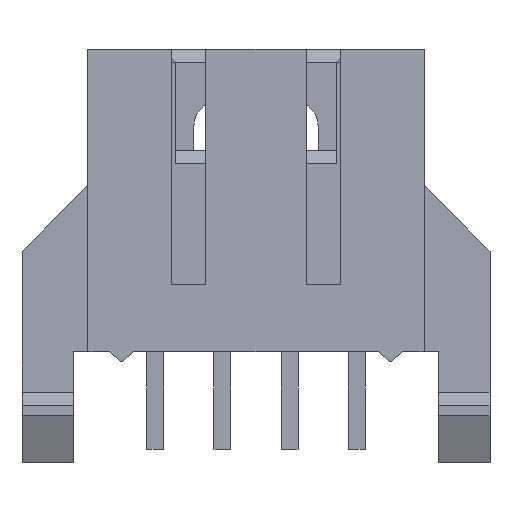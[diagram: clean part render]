
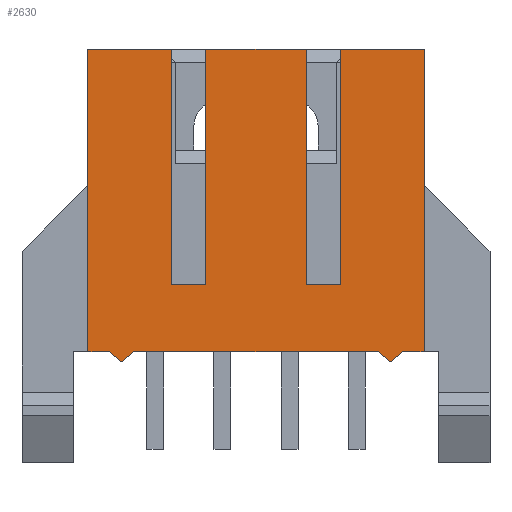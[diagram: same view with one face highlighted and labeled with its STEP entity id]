
A CAD part, front view. The second image highlights one B-rep face of the part: STEP entity #2630.
In plain terms, the highlighted planar face has unit normal (0, -1, 0).
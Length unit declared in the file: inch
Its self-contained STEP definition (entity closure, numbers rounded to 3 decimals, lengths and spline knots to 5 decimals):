
#5=DIRECTION('',(1.,0.,0.));
#6=VECTOR('',#5,0.36425);
#7=CARTESIAN_POINT('',(-0.18212,-0.1,-0.225));
#8=LINE('',#7,#6);
#49=DIRECTION('',(1.,0.,0.));
#50=VECTOR('',#49,0.03212);
#51=CARTESIAN_POINT('',(0.21788,-0.1,-0.225));
#52=LINE('',#51,#50);
#73=DIRECTION('',(1.,0.,0.));
#74=VECTOR('',#73,0.03212);
#75=CARTESIAN_POINT('',(-0.25,-0.1,-0.225));
#76=LINE('',#75,#74);
#241=DIRECTION('',(1.,0.,0.));
#242=VECTOR('',#241,0.15);
#243=CARTESIAN_POINT('',(-0.075,-0.1,0.225));
#244=LINE('',#243,#242);
#257=DIRECTION('',(1.,0.,0.));
#258=VECTOR('',#257,0.125);
#259=CARTESIAN_POINT('',(-0.25,-0.1,0.225));
#260=LINE('',#259,#258);
#305=DIRECTION('',(1.,0.,0.));
#306=VECTOR('',#305,0.125);
#307=CARTESIAN_POINT('',(0.125,-0.1,0.225));
#308=LINE('',#307,#306);
#349=DIRECTION('',(1.,0.,0.));
#350=VECTOR('',#349,0.05);
#351=CARTESIAN_POINT('',(-0.125,-0.1,-0.125));
#352=LINE('',#351,#350);
#353=DIRECTION('',(0.,0.,-1.));
#354=VECTOR('',#353,0.35);
#355=CARTESIAN_POINT('',(-0.075,-0.1,0.225));
#356=LINE('',#355,#354);
#357=DIRECTION('',(0.,0.,-1.));
#358=VECTOR('',#357,0.35);
#359=CARTESIAN_POINT('',(0.075,-0.1,0.225));
#360=LINE('',#359,#358);
#361=DIRECTION('',(1.,0.,0.));
#362=VECTOR('',#361,0.05);
#363=CARTESIAN_POINT('',(0.075,-0.1,-0.125));
#364=LINE('',#363,#362);
#365=DIRECTION('',(0.,0.,-1.));
#366=VECTOR('',#365,0.35);
#367=CARTESIAN_POINT('',(0.125,-0.1,0.225));
#368=LINE('',#367,#366);
#369=DIRECTION('',(-0.766,0.,-0.643));
#370=VECTOR('',#369,0.02334);
#371=CARTESIAN_POINT('',(0.21788,-0.1,-0.225));
#372=LINE('',#371,#370);
#373=DIRECTION('',(-0.766,0.,0.643));
#374=VECTOR('',#373,0.02334);
#375=CARTESIAN_POINT('',(0.2,-0.1,-0.24));
#376=LINE('',#375,#374);
#377=DIRECTION('',(-0.766,0.,-0.643));
#378=VECTOR('',#377,0.02334);
#379=CARTESIAN_POINT('',(-0.18212,-0.1,-0.225));
#380=LINE('',#379,#378);
#381=DIRECTION('',(-0.766,0.,0.643));
#382=VECTOR('',#381,0.02334);
#383=CARTESIAN_POINT('',(-0.2,-0.1,-0.24));
#384=LINE('',#383,#382);
#385=DIRECTION('',(0.,0.,1.));
#386=VECTOR('',#385,0.45);
#387=CARTESIAN_POINT('',(-0.25,-0.1,-0.225));
#388=LINE('',#387,#386);
#389=DIRECTION('',(0.,0.,-1.));
#390=VECTOR('',#389,0.35);
#391=CARTESIAN_POINT('',(-0.125,-0.1,0.225));
#392=LINE('',#391,#390);
#1081=DIRECTION('',(0.,0.,1.));
#1082=VECTOR('',#1081,0.45);
#1083=CARTESIAN_POINT('',(0.25,-0.1,-0.225));
#1084=LINE('',#1083,#1082);
#1700=CARTESIAN_POINT('',(-0.25,-0.1,0.225));
#1702=VERTEX_POINT('',#1700);
#1703=CARTESIAN_POINT('',(0.25,-0.1,0.225));
#1705=VERTEX_POINT('',#1703);
#1717=CARTESIAN_POINT('',(-0.25,-0.1,-0.225));
#1718=VERTEX_POINT('',#1717);
#1719=CARTESIAN_POINT('',(0.25,-0.1,-0.225));
#1720=VERTEX_POINT('',#1719);
#1731=CARTESIAN_POINT('',(-0.2,-0.1,-0.24));
#1733=VERTEX_POINT('',#1731);
#1735=CARTESIAN_POINT('',(0.2,-0.1,-0.24));
#1737=VERTEX_POINT('',#1735);
#1739=CARTESIAN_POINT('',(-0.18212,-0.1,-0.225));
#1741=VERTEX_POINT('',#1739);
#1743=CARTESIAN_POINT('',(-0.21788,-0.1,-0.225));
#1745=VERTEX_POINT('',#1743);
#1747=CARTESIAN_POINT('',(0.21788,-0.1,-0.225));
#1749=VERTEX_POINT('',#1747);
#1751=CARTESIAN_POINT('',(0.18212,-0.1,-0.225));
#1753=VERTEX_POINT('',#1751);
#2083=CARTESIAN_POINT('',(0.075,-0.1,0.225));
#2085=VERTEX_POINT('',#2083);
#2087=CARTESIAN_POINT('',(0.125,-0.1,0.225));
#2089=VERTEX_POINT('',#2087);
#2091=CARTESIAN_POINT('',(-0.125,-0.1,-0.125));
#2092=CARTESIAN_POINT('',(-0.075,-0.1,-0.125));
#2093=VERTEX_POINT('',#2091);
#2094=VERTEX_POINT('',#2092);
#2095=CARTESIAN_POINT('',(0.075,-0.1,-0.125));
#2096=VERTEX_POINT('',#2095);
#2097=CARTESIAN_POINT('',(0.125,-0.1,-0.125));
#2098=VERTEX_POINT('',#2097);
#2107=CARTESIAN_POINT('',(-0.125,-0.1,0.225));
#2108=VERTEX_POINT('',#2107);
#2109=CARTESIAN_POINT('',(-0.075,-0.1,0.225));
#2110=VERTEX_POINT('',#2109);
#2596=CARTESIAN_POINT('',(-0.25,-0.1,-0.225));
#2597=DIRECTION('',(0.,-1.,0.));
#2598=DIRECTION('',(1.,0.,0.));
#2599=AXIS2_PLACEMENT_3D('',#2596,#2597,#2598);
#2600=PLANE('',#2599);
#2602=ORIENTED_EDGE('',*,*,#2601,.T.);
#2603=ORIENTED_EDGE('',*,*,#2586,.F.);
#2604=ORIENTED_EDGE('',*,*,#2458,.T.);
#2605=ORIENTED_EDGE('',*,*,#2531,.T.);
#2607=ORIENTED_EDGE('',*,*,#2606,.T.);
#2609=ORIENTED_EDGE('',*,*,#2608,.F.);
#2610=ORIENTED_EDGE('',*,*,#2514,.T.);
#2612=ORIENTED_EDGE('',*,*,#2611,.F.);
#2613=ORIENTED_EDGE('',*,*,#2328,.F.);
#2615=ORIENTED_EDGE('',*,*,#2614,.T.);
#2617=ORIENTED_EDGE('',*,*,#2616,.T.);
#2618=ORIENTED_EDGE('',*,*,#2254,.F.);
#2619=ORIENTED_EDGE('',*,*,#2381,.T.);
#2621=ORIENTED_EDGE('',*,*,#2620,.T.);
#2622=ORIENTED_EDGE('',*,*,#2348,.F.);
#2624=ORIENTED_EDGE('',*,*,#2623,.T.);
#2625=ORIENTED_EDGE('',*,*,#2494,.T.);
#2627=ORIENTED_EDGE('',*,*,#2626,.T.);
#2628=EDGE_LOOP('',(#2602,#2603,#2604,#2605,#2607,#2609,#2610,#2612,#2613,#2615,
#2617,#2618,#2619,#2621,#2622,#2624,#2625,#2627));
#2629=FACE_OUTER_BOUND('',#2628,.F.);
#2630=ADVANCED_FACE('',(#2629),#2600,.T.);
#2254=EDGE_CURVE('',#1741,#1753,#8,.T.);
#2328=EDGE_CURVE('',#1749,#1720,#52,.T.);
#2348=EDGE_CURVE('',#1718,#1745,#76,.T.);
#2381=EDGE_CURVE('',#1741,#1733,#380,.T.);
#2458=EDGE_CURVE('',#2110,#2085,#244,.T.);
#2494=EDGE_CURVE('',#1702,#2108,#260,.T.);
#2514=EDGE_CURVE('',#2089,#1705,#308,.T.);
#2531=EDGE_CURVE('',#2085,#2096,#360,.T.);
#2586=EDGE_CURVE('',#2110,#2094,#356,.T.);
#2601=EDGE_CURVE('',#2093,#2094,#352,.T.);
#2606=EDGE_CURVE('',#2096,#2098,#364,.T.);
#2608=EDGE_CURVE('',#2089,#2098,#368,.T.);
#2611=EDGE_CURVE('',#1720,#1705,#1084,.T.);
#2614=EDGE_CURVE('',#1749,#1737,#372,.T.);
#2616=EDGE_CURVE('',#1737,#1753,#376,.T.);
#2620=EDGE_CURVE('',#1733,#1745,#384,.T.);
#2623=EDGE_CURVE('',#1718,#1702,#388,.T.);
#2626=EDGE_CURVE('',#2108,#2093,#392,.T.);
